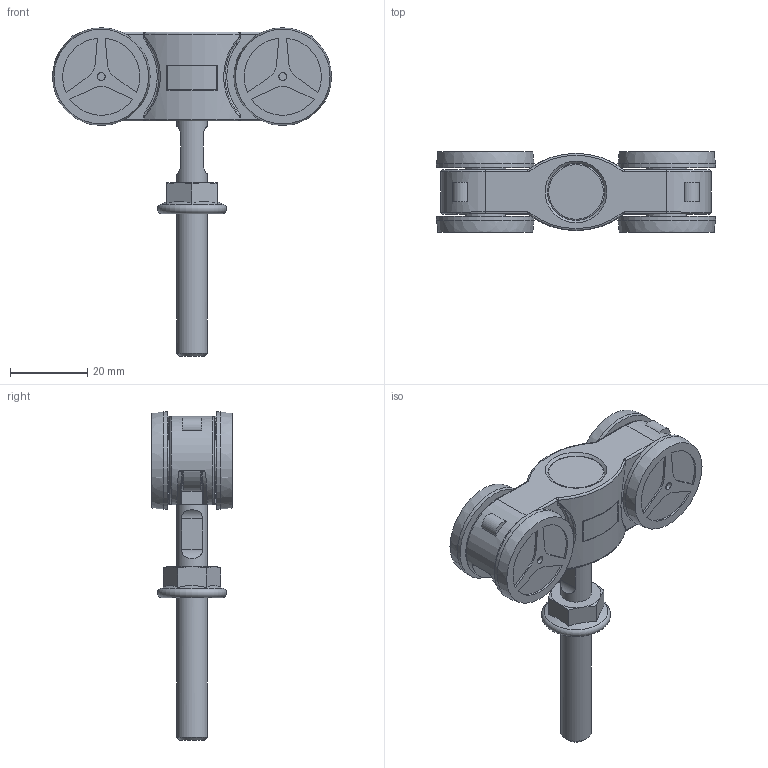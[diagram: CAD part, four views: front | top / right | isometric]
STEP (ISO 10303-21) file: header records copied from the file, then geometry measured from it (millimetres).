
FILE_DESCRIPTION(/* description */ (''),/* implementation_level */ '2;1');
FILE_NAME(/* name */ '11218HC.stp',/* time_stamp */ '2019-08-05T12:10:00+02:00',/* author */ ('Giuliano'),/* organization */ (''),/* preprocessor_version */ 'ST-DEVELOPER v17.2',/* originating_system */ 'Autodesk Inventor 2019',/* authorisation */ '');
FILE_SCHEMA (('AUTOMOTIVE_DESIGN { 1 0 10303 214 3 1 1 }'));
Length unit declared in the file: millimetre
Products named in the file (9): 11218HC; 11218N; 20820; 20825_A; 20821; 09176; 20878; 06101; 20879
Assembly tree (13 placements, depth 3):
  11218HC
    11218N
      20820
      20825_A  x2
      20821  x4
      09176  x2
    20878
    06101
    20879
Bounding box: 72.3 x 20.8 x 85.09 mm (x, y, z)
Volume: 26812.3 mm3; surface area: 20898.7 mm2
Topology: 24 solids, 24 shells, 449 faces, 1148 edges, 758 vertices
Faces by surface type: plane 163, cylinder 150, torus 78, cone 28, bspline 16, sphere 14
Full cylindrical faces by diameter (mm): 2 x4, 5 x8, 6 x1, 6.647 x1, 8 x4, 8.586 x4, 10 x4, 12 x4, 12.414 x4, 16 x2, 25.3 x4
Entity records: 11177 total; most frequent: CARTESIAN_POINT 2463, DIRECTION 1890, ORIENTED_EDGE 1678, EDGE_CURVE 839, AXIS2_PLACEMENT_3D 779, VERTEX_POINT 562, CIRCLE 379, EDGE_LOOP 373
